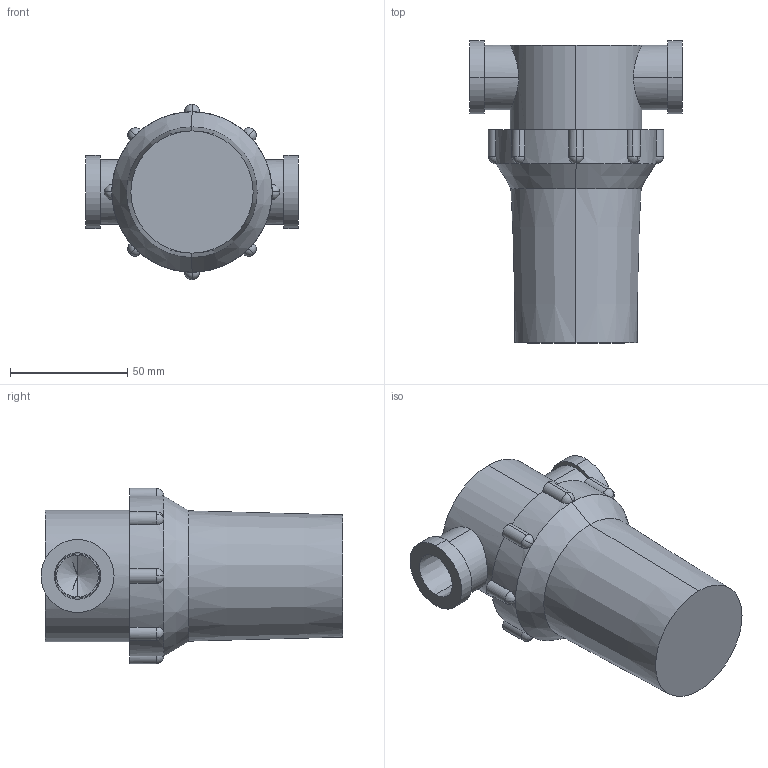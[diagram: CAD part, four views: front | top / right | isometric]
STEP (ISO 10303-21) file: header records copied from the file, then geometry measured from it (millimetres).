
FILE_DESCRIPTION (( 'STEP AP214' ), '1' );
FILE_NAME ('7104.STEP', '2009-11-17T15:32:36', ( 'Steve Larson' ), ( 'Diversified Dynamics' ), 'SwSTEP 2.0', 'SolidWorks 2009', '' );
FILE_SCHEMA (( 'AUTOMOTIVE_DESIGN' ));
Length unit declared in the file: inch
Products named in the file (3): 33078; 7104BODY; 7104
Assembly tree (2 placements, depth 2):
  7104
    7104BODY
    33078
Bounding box: 90.68 x 128.65 x 74.68 mm (x, y, z)
Volume: 335807.5 mm3; surface area: 41105.9 mm2
Topology: 2 solids, 2 shells, 75 faces, 204 edges, 119 vertices
Faces by surface type: cylinder 37, sphere 16, cone 12, plane 10
Entity records: 2737 total; most frequent: CARTESIAN_POINT 837, DIRECTION 407, ORIENTED_EDGE 340, AXIS2_PLACEMENT_3D 179, EDGE_CURVE 170, VERTEX_POINT 105, CIRCLE 99, EDGE_LOOP 81
